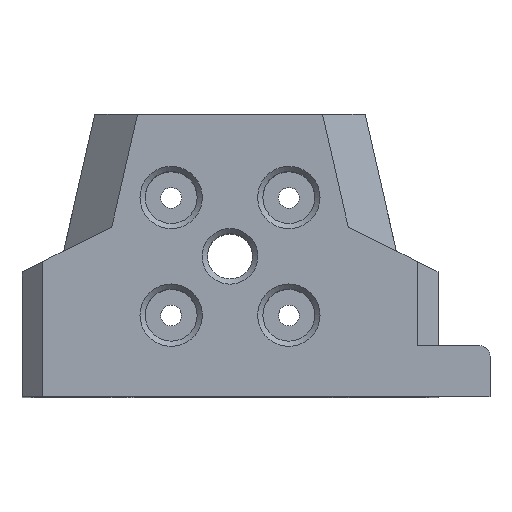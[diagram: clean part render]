
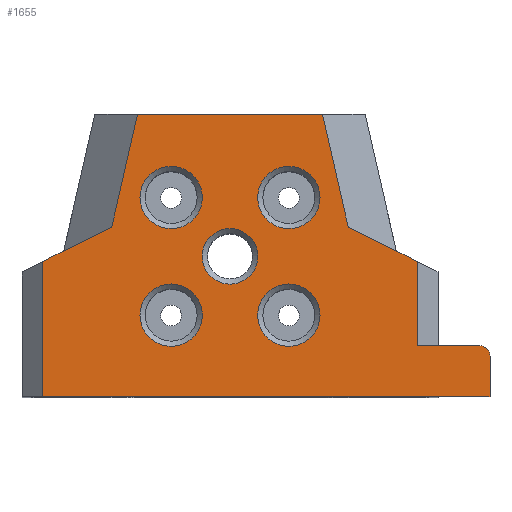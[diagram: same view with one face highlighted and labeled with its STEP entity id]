
A CAD part, top view. The second image highlights one B-rep face of the part: STEP entity #1655.
In plain terms, the highlighted planar face has unit normal (0, 0, 1).
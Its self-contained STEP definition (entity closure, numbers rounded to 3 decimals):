
#142=FACE_BOUND('',#382,.T.);
#143=FACE_BOUND('',#383,.T.);
#144=FACE_BOUND('',#384,.T.);
#145=FACE_BOUND('',#385,.T.);
#146=FACE_BOUND('',#386,.T.);
#168=CIRCLE('',#1810,3.);
#171=CIRCLE('',#1814,1.);
#172=CIRCLE('',#1815,3.);
#173=CIRCLE('',#1816,3.);
#174=CIRCLE('',#1817,2.675);
#175=CIRCLE('',#1818,3.);
#298=FACE_OUTER_BOUND('',#381,.T.);
#381=EDGE_LOOP('',(#1152,#1153,#1154,#1155,#1156,#1157,#1158,#1159,#1160,
#1161,#1162));
#382=EDGE_LOOP('',(#1163));
#383=EDGE_LOOP('',(#1164));
#384=EDGE_LOOP('',(#1165));
#385=EDGE_LOOP('',(#1166));
#386=EDGE_LOOP('',(#1167));
#491=LINE('',#2494,#611);
#503=LINE('',#2585,#623);
#504=LINE('',#2587,#624);
#505=LINE('',#2589,#625);
#506=LINE('',#2591,#626);
#507=LINE('',#2593,#627);
#508=LINE('',#2597,#628);
#509=LINE('',#2599,#629);
#510=LINE('',#2601,#630);
#511=LINE('',#2602,#631);
#611=VECTOR('',#2002,1000.);
#623=VECTOR('',#2028,1000.);
#624=VECTOR('',#2029,1000.);
#625=VECTOR('',#2030,1000.);
#626=VECTOR('',#2031,1000.);
#627=VECTOR('',#2032,1000.);
#628=VECTOR('',#2035,1000.);
#629=VECTOR('',#2036,1000.);
#630=VECTOR('',#2037,1000.);
#631=VECTOR('',#2038,1000.);
#731=VERTEX_POINT('',#2491);
#732=VERTEX_POINT('',#2493);
#744=VERTEX_POINT('',#2576);
#747=VERTEX_POINT('',#2584);
#748=VERTEX_POINT('',#2586);
#749=VERTEX_POINT('',#2588);
#750=VERTEX_POINT('',#2590);
#751=VERTEX_POINT('',#2592);
#752=VERTEX_POINT('',#2594);
#753=VERTEX_POINT('',#2596);
#754=VERTEX_POINT('',#2598);
#755=VERTEX_POINT('',#2600);
#756=VERTEX_POINT('',#2603);
#757=VERTEX_POINT('',#2605);
#758=VERTEX_POINT('',#2607);
#759=VERTEX_POINT('',#2609);
#890=EDGE_CURVE('',#731,#732,#491,.T.);
#903=EDGE_CURVE('',#744,#744,#168,.T.);
#907=EDGE_CURVE('',#731,#747,#503,.T.);
#908=EDGE_CURVE('',#748,#747,#504,.T.);
#909=EDGE_CURVE('',#748,#749,#505,.T.);
#910=EDGE_CURVE('',#749,#750,#506,.T.);
#911=EDGE_CURVE('',#751,#750,#507,.T.);
#912=EDGE_CURVE('',#751,#752,#171,.F.);
#913=EDGE_CURVE('',#752,#753,#508,.T.);
#914=EDGE_CURVE('',#753,#754,#509,.T.);
#915=EDGE_CURVE('',#755,#754,#510,.T.);
#916=EDGE_CURVE('',#755,#732,#511,.T.);
#917=EDGE_CURVE('',#756,#756,#172,.T.);
#918=EDGE_CURVE('',#757,#757,#173,.T.);
#919=EDGE_CURVE('',#758,#758,#174,.T.);
#920=EDGE_CURVE('',#759,#759,#175,.T.);
#1152=ORIENTED_EDGE('',*,*,#890,.F.);
#1153=ORIENTED_EDGE('',*,*,#907,.T.);
#1154=ORIENTED_EDGE('',*,*,#908,.F.);
#1155=ORIENTED_EDGE('',*,*,#909,.T.);
#1156=ORIENTED_EDGE('',*,*,#910,.T.);
#1157=ORIENTED_EDGE('',*,*,#911,.F.);
#1158=ORIENTED_EDGE('',*,*,#912,.T.);
#1159=ORIENTED_EDGE('',*,*,#913,.T.);
#1160=ORIENTED_EDGE('',*,*,#914,.T.);
#1161=ORIENTED_EDGE('',*,*,#915,.F.);
#1162=ORIENTED_EDGE('',*,*,#916,.T.);
#1163=ORIENTED_EDGE('',*,*,#917,.F.);
#1164=ORIENTED_EDGE('',*,*,#918,.F.);
#1165=ORIENTED_EDGE('',*,*,#919,.T.);
#1166=ORIENTED_EDGE('',*,*,#920,.F.);
#1167=ORIENTED_EDGE('',*,*,#903,.F.);
#1620=PLANE('',#1813);
#1655=ADVANCED_FACE('',(#298,#142,#143,#144,#145,#146),#1620,.F.);
#1810=AXIS2_PLACEMENT_3D('',#2577,#2019,#2020);
#1813=AXIS2_PLACEMENT_3D('',#2583,#2026,#2027);
#1814=AXIS2_PLACEMENT_3D('',#2595,#2033,#2034);
#1815=AXIS2_PLACEMENT_3D('',#2604,#2039,#2040);
#1816=AXIS2_PLACEMENT_3D('',#2606,#2041,#2042);
#1817=AXIS2_PLACEMENT_3D('',#2608,#2043,#2044);
#1818=AXIS2_PLACEMENT_3D('',#2610,#2045,#2046);
#2002=DIRECTION('',(1.,0.,0.));
#2019=DIRECTION('center_axis',(0.,0.,1.));
#2020=DIRECTION('ref_axis',(-1.,0.,0.));
#2026=DIRECTION('center_axis',(0.,0.,-1.));
#2027=DIRECTION('ref_axis',(1.,0.,0.));
#2028=DIRECTION('',(-0.222,-0.975,0.));
#2029=DIRECTION('',(0.894,0.447,0.));
#2030=DIRECTION('',(0.,-1.,0.));
#2031=DIRECTION('',(1.,0.,0.));
#2032=DIRECTION('',(0.,-1.,0.));
#2033=DIRECTION('center_axis',(0.,0.,-1.));
#2034=DIRECTION('ref_axis',(-1.,0.,0.));
#2035=DIRECTION('',(-1.,0.,0.));
#2036=DIRECTION('',(0.,1.,0.));
#2037=DIRECTION('',(0.894,-0.447,0.));
#2038=DIRECTION('',(-0.222,0.975,0.));
#2039=DIRECTION('center_axis',(0.,0.,1.));
#2040=DIRECTION('ref_axis',(-1.,0.,0.));
#2041=DIRECTION('center_axis',(0.,0.,1.));
#2042=DIRECTION('ref_axis',(-1.,0.,0.));
#2043=DIRECTION('center_axis',(0.,0.,-1.));
#2044=DIRECTION('ref_axis',(-1.,0.,0.));
#2045=DIRECTION('center_axis',(0.,0.,1.));
#2046=DIRECTION('ref_axis',(-1.,0.,0.));
#2491=CARTESIAN_POINT('',(41.103,-16.5,27.));
#2493=CARTESIAN_POINT('',(58.897,-16.5,27.));
#2494=CARTESIAN_POINT('',(50.,-16.5,27.));
#2576=CARTESIAN_POINT('',(47.343,-35.807,27.));
#2577=CARTESIAN_POINT('Origin',(44.343,-35.807,27.));
#2583=CARTESIAN_POINT('Origin',(50.95,-30.025,27.));
#2584=CARTESIAN_POINT('',(38.631,-27.334,27.));
#2585=CARTESIAN_POINT('',(38.657,-27.221,27.));
#2586=CARTESIAN_POINT('',(32.,-30.65,27.));
#2587=CARTESIAN_POINT('',(33.888,-29.706,27.));
#2588=CARTESIAN_POINT('',(32.,-43.65,27.));
#2589=CARTESIAN_POINT('',(32.,-30.025,27.));
#2590=CARTESIAN_POINT('',(75.,-43.65,27.));
#2591=CARTESIAN_POINT('',(39.6,-43.65,27.));
#2592=CARTESIAN_POINT('',(75.,-39.75,27.));
#2593=CARTESIAN_POINT('',(75.,-37.65,27.));
#2594=CARTESIAN_POINT('',(74.,-38.75,27.));
#2595=CARTESIAN_POINT('Origin',(74.,-39.75,27.));
#2596=CARTESIAN_POINT('',(68.,-38.75,27.));
#2597=CARTESIAN_POINT('',(75.,-38.75,27.));
#2598=CARTESIAN_POINT('',(68.,-30.65,27.));
#2599=CARTESIAN_POINT('',(68.,-30.025,27.));
#2600=CARTESIAN_POINT('',(61.369,-27.334,27.));
#2601=CARTESIAN_POINT('',(66.112,-29.706,27.));
#2602=CARTESIAN_POINT('',(61.437,-27.633,27.));
#2603=CARTESIAN_POINT('',(58.657,-35.807,27.));
#2604=CARTESIAN_POINT('Origin',(55.657,-35.807,27.));
#2605=CARTESIAN_POINT('',(47.343,-24.493,27.));
#2606=CARTESIAN_POINT('Origin',(44.343,-24.493,27.));
#2607=CARTESIAN_POINT('',(47.325,-30.15,27.));
#2608=CARTESIAN_POINT('Origin',(50.,-30.15,27.));
#2609=CARTESIAN_POINT('',(58.657,-24.493,27.));
#2610=CARTESIAN_POINT('Origin',(55.657,-24.493,27.));
